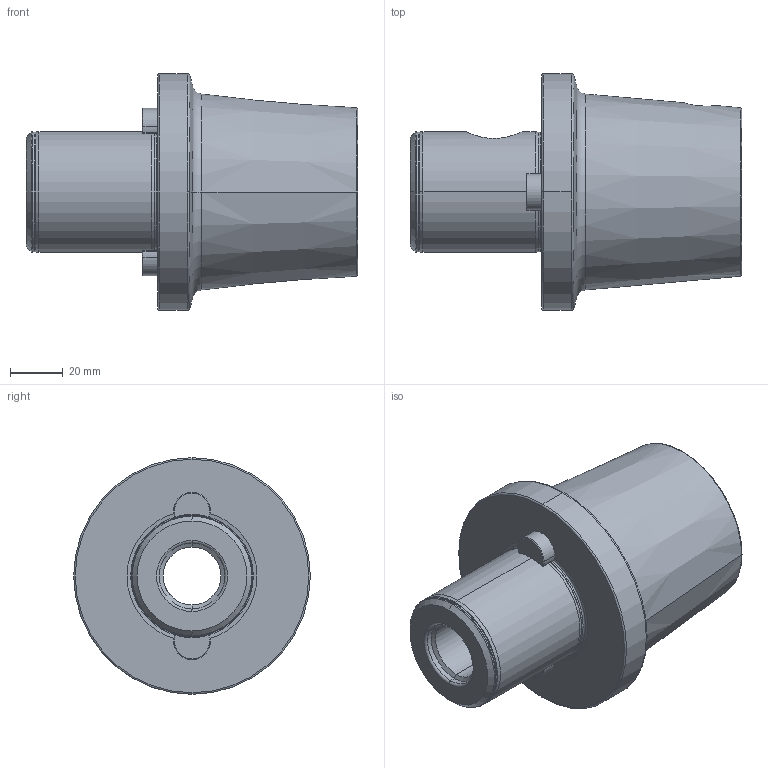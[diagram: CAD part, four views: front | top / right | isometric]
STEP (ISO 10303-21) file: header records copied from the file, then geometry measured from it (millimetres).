
FILE_DESCRIPTION (( 'STEP AP203' ), '1' );
FILE_NAME ('ST7-ST6.K01.076.STEP', '2016-02-12T10:25:27', ( 'SWIAdmin' ), ( 'Hewlett-Packard Company' ), 'SwSTEP 2.0', 'SolidWorks 2015', '' );
FILE_SCHEMA (( 'CONFIG_CONTROL_DESIGN' ));
Length unit declared in the file: millimetre
Products named in the file (4): ST7-ER2.001.014_A; ST7-ST6.K01.076; ST7-ST6.K01.076_A; ST6-ER1.001.018_A
Assembly tree (4 placements, depth 2):
  ST7-ST6.K01.076
    ST7-ST6.K01.076_A
    ST6-ER1.001.018_A
    ST7-ER2.001.014_A  x2
Bounding box: 126 x 90 x 90 mm (x, y, z)
Volume: 317084.8 mm3; surface area: 48777.5 mm2
Topology: 4 solids, 4 shells, 173 faces, 395 edges, 228 vertices
Faces by surface type: cone 56, cylinder 49, torus 35, plane 27, bspline 6
Entity records: 5848 total; most frequent: CARTESIAN_POINT 1984, DIRECTION 775, ORIENTED_EDGE 690, EDGE_CURVE 345, AXIS2_PLACEMENT_3D 328, VERTEX_POINT 202, CIRCLE 175, EDGE_LOOP 161
